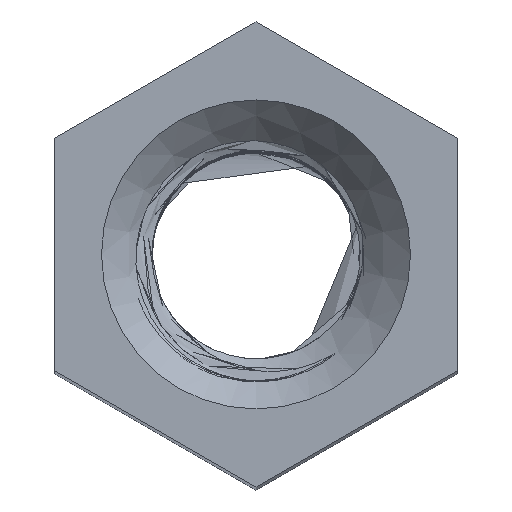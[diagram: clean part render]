
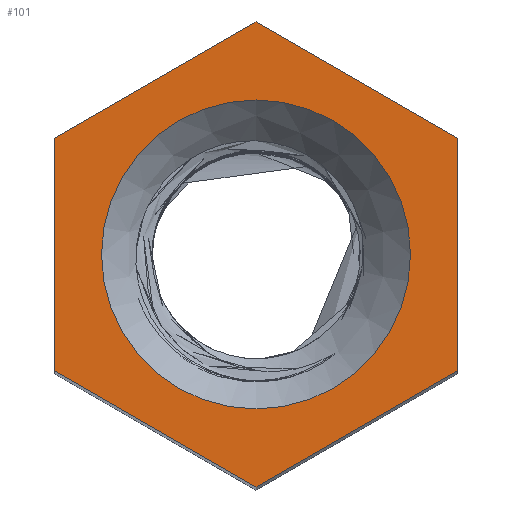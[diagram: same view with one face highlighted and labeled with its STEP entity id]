
A CAD part, top view. The second image highlights one B-rep face of the part: STEP entity #101.
In plain terms, the highlighted planar face has unit normal (0, 0, 1).
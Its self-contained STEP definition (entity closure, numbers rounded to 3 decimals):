
#101=ADVANCED_FACE('',(#23283,#23285),#23287,.T.);
#23283=FACE_BOUND('',#23284,.T.);
#23284=EDGE_LOOP('',(#24651,#24652,#24653,#24654,#24655,#24656));
#23285=FACE_BOUND('',#23286,.T.);
#23286=EDGE_LOOP('',(#24657));
#23287=PLANE('',#23288);
#23288=AXIS2_PLACEMENT_3D('',#23289,#23290,#23291);
#23289=CARTESIAN_POINT('',(0.,0.,35.));
#23290=DIRECTION('',(0.,0.,1.));
#23291=DIRECTION('',(-1.,0.,0.));
#24651=ORIENTED_EDGE('',*,*,#24895,.T.);
#24652=ORIENTED_EDGE('',*,*,#24896,.T.);
#24653=ORIENTED_EDGE('',*,*,#24897,.T.);
#24654=ORIENTED_EDGE('',*,*,#24898,.T.);
#24655=ORIENTED_EDGE('',*,*,#24899,.T.);
#24656=ORIENTED_EDGE('',*,*,#24900,.T.);
#24657=ORIENTED_EDGE('',*,*,#24822,.T.);
#24822=EDGE_CURVE('',#24954,#24954,#24955,.F.);
#24895=EDGE_CURVE('',#25096,#25097,#25098,.T.);
#24896=EDGE_CURVE('',#25097,#25099,#25100,.T.);
#24897=EDGE_CURVE('',#25099,#25101,#25102,.T.);
#24898=EDGE_CURVE('',#25101,#25103,#25104,.T.);
#24899=EDGE_CURVE('',#25103,#25105,#25106,.T.);
#24900=EDGE_CURVE('',#25105,#25096,#25107,.T.);
#24954=VERTEX_POINT('',#25303);
#24955=CIRCLE('',#25304,3.07);
#25096=VERTEX_POINT('',#31249);
#25097=VERTEX_POINT('',#31250);
#25098=LINE('',#31251,#31252);
#25099=VERTEX_POINT('',#31254);
#25100=LINE('',#31255,#31256);
#25101=VERTEX_POINT('',#31258);
#25102=LINE('',#31259,#31260);
#25103=VERTEX_POINT('',#31262);
#25104=LINE('',#31263,#31264);
#25105=VERTEX_POINT('',#31266);
#25106=LINE('',#31267,#31268);
#25107=LINE('',#31270,#31271);
#25303=CARTESIAN_POINT('',(0.,3.07,35.));
#25304=AXIS2_PLACEMENT_3D('',#25305,#25306,#25307);
#25305=CARTESIAN_POINT('',(0.,0.,35.));
#25306=DIRECTION('',(0.,0.,1.));
#25307=DIRECTION('',(0.,1.,-0.));
#31249=CARTESIAN_POINT('',(0.,-4.619,35.));
#31250=CARTESIAN_POINT('',(4.,-2.309,35.));
#31251=CARTESIAN_POINT('',(0.,-4.619,35.));
#31252=VECTOR('',#31253,1.);
#31253=DIRECTION('',(0.866,0.5,0.));
#31254=CARTESIAN_POINT('',(4.,2.309,35.));
#31255=CARTESIAN_POINT('',(4.,-2.309,35.));
#31256=VECTOR('',#31257,1.);
#31257=DIRECTION('',(0.,1.,0.));
#31258=CARTESIAN_POINT('',(0.,4.619,35.));
#31259=CARTESIAN_POINT('',(4.,2.309,35.));
#31260=VECTOR('',#31261,1.);
#31261=DIRECTION('',(-0.866,0.5,0.));
#31262=CARTESIAN_POINT('',(-4.,2.309,35.));
#31263=CARTESIAN_POINT('',(0.,4.619,35.));
#31264=VECTOR('',#31265,1.);
#31265=DIRECTION('',(-0.866,-0.5,0.));
#31266=CARTESIAN_POINT('',(-4.,-2.309,35.));
#31267=CARTESIAN_POINT('',(-4.,2.309,35.));
#31268=VECTOR('',#31269,1.);
#31269=DIRECTION('',(0.,-1.,0.));
#31270=CARTESIAN_POINT('',(-4.,-2.309,35.));
#31271=VECTOR('',#31272,1.);
#31272=DIRECTION('',(0.866,-0.5,0.));
